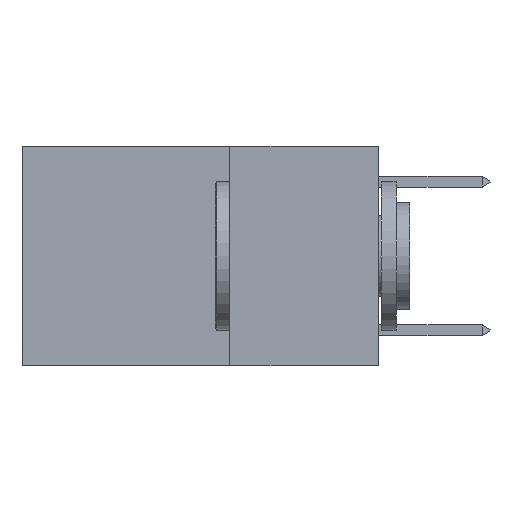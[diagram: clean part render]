
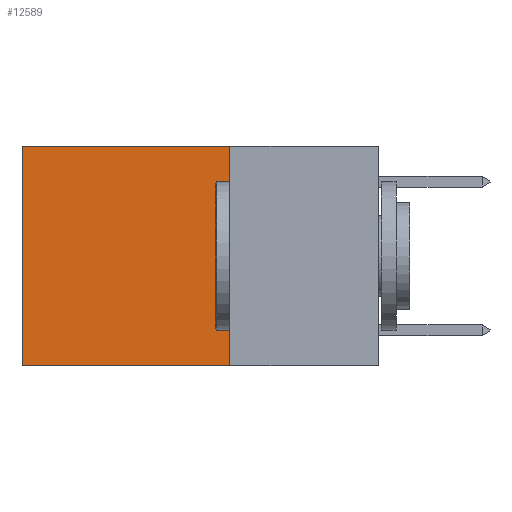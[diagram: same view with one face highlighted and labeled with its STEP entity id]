
A CAD part, left-side view. The second image highlights one B-rep face of the part: STEP entity #12589.
In plain terms, the highlighted planar face has unit normal (-1, 0, 0).
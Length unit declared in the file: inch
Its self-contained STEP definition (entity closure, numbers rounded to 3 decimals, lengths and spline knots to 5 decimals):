
#824 = VERTEX_POINT ( 'NONE', #10494 ) ;
#1651 = LINE ( 'NONE', #7309, #24753 ) ;
#1791 = AXIS2_PLACEMENT_3D ( 'NONE', #19841, #9823, #12055 ) ;
#3139 = VERTEX_POINT ( 'NONE', #6963 ) ;
#3882 = PLANE ( 'NONE',  #1791 ) ;
#4832 = DIRECTION ( 'NONE',  ( 0., 0., -1. ) ) ;
#5182 = DIRECTION ( 'NONE',  ( 0., 1., 0. ) ) ;
#5864 = FACE_OUTER_BOUND ( 'NONE', #14645, .T. ) ;
#6629 = ORIENTED_EDGE ( 'NONE', *, *, #20219, .T. ) ;
#6963 = CARTESIAN_POINT ( 'NONE',  ( 0.2625, 0.6, -0.37 ) ) ;
#7054 = LINE ( 'NONE', #25258, #9177 ) ;
#7059 = DIRECTION ( 'NONE',  ( 0., 1., 0. ) ) ;
#7309 = CARTESIAN_POINT ( 'NONE',  ( 0.2625, 0.25, -0.37 ) ) ;
#7462 = CARTESIAN_POINT ( 'NONE',  ( 0.2625, 0.25, -0.37 ) ) ;
#7826 = LINE ( 'NONE', #19546, #8216 ) ;
#8216 = VECTOR ( 'NONE', #23644, 39.37008 ) ;
#8299 = VERTEX_POINT ( 'NONE', #20081 ) ;
#9177 = VECTOR ( 'NONE', #5182, 39.37008 ) ;
#9613 = ORIENTED_EDGE ( 'NONE', *, *, #11187, .T. ) ;
#9823 = DIRECTION ( 'NONE',  ( 1., 0., 0. ) ) ;
#10494 = CARTESIAN_POINT ( 'NONE',  ( 0.2625, 0.25, 0. ) ) ;
#11162 = CARTESIAN_POINT ( 'NONE',  ( 0.2625, 0.6, 0. ) ) ;
#11187 = EDGE_CURVE ( 'NONE', #8299, #3139, #11398, .T. ) ;
#11398 = LINE ( 'NONE', #11162, #24924 ) ;
#12055 = DIRECTION ( 'NONE',  ( 0., 0., -1. ) ) ;
#12589 = ADVANCED_FACE ( 'NONE', ( #5864 ), #3882, .F. ) ;
#14645 = EDGE_LOOP ( 'NONE', ( #9613, #22146, #23738, #6629 ) ) ;
#16368 = VERTEX_POINT ( 'NONE', #7462 ) ;
#16845 = EDGE_CURVE ( 'NONE', #824, #16368, #7826, .T. ) ;
#19546 = CARTESIAN_POINT ( 'NONE',  ( 0.2625, 0.25, 0. ) ) ;
#19841 = CARTESIAN_POINT ( 'NONE',  ( 0.2625, 0.25, 0. ) ) ;
#20081 = CARTESIAN_POINT ( 'NONE',  ( 0.2625, 0.6, 0. ) ) ;
#20219 = EDGE_CURVE ( 'NONE', #824, #8299, #7054, .T. ) ;
#21503 = EDGE_CURVE ( 'NONE', #16368, #3139, #1651, .T. ) ;
#22146 = ORIENTED_EDGE ( 'NONE', *, *, #21503, .F. ) ;
#23644 = DIRECTION ( 'NONE',  ( 0., 0., -1. ) ) ;
#23738 = ORIENTED_EDGE ( 'NONE', *, *, #16845, .F. ) ;
#24753 = VECTOR ( 'NONE', #7059, 39.37008 ) ;
#24924 = VECTOR ( 'NONE', #4832, 39.37008 ) ;
#25258 = CARTESIAN_POINT ( 'NONE',  ( 0.2625, 0.25, 0. ) ) ;
